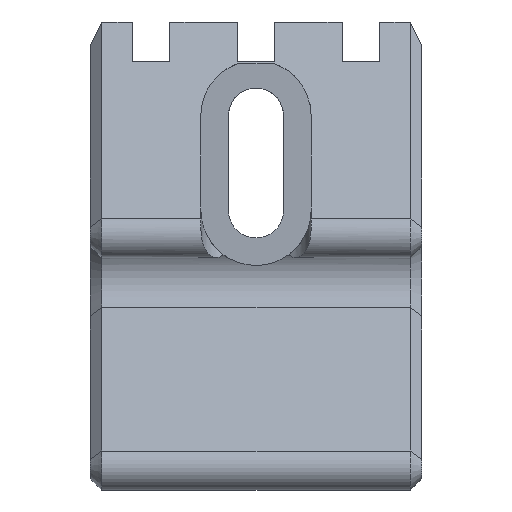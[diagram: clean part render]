
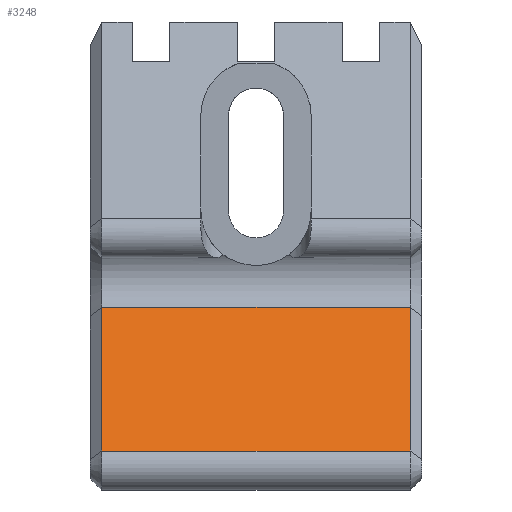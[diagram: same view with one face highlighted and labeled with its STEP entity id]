
A CAD part, top view. The second image highlights one B-rep face of the part: STEP entity #3248.
In plain terms, the highlighted planar face has unit normal (0, 0.766, 0.643).
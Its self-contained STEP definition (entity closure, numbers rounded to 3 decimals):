
#421 = CYLINDRICAL_SURFACE('',#422,2.);
#422 = AXIS2_PLACEMENT_3D('',#423,#424,#425);
#423 = CARTESIAN_POINT('',(-15.,-20.882,27.998));
#424 = DIRECTION('',(-1.,0.,0.));
#425 = DIRECTION('',(0.,1.,0.));
#1417 = EDGE_CURVE('',#1418,#1420,#1422,.T.);
#1418 = VERTEX_POINT('',#1419);
#1419 = CARTESIAN_POINT('',(-14.,-19.35,29.283));
#1420 = VERTEX_POINT('',#1421);
#1421 = CARTESIAN_POINT('',(14.,-19.35,29.283));
#1422 = SURFACE_CURVE('',#1423,(#1427,#1434),.PCURVE_S1.);
#1423 = LINE('',#1424,#1425);
#1424 = CARTESIAN_POINT('',(-15.,-19.35,29.283));
#1425 = VECTOR('',#1426,1.);
#1426 = DIRECTION('',(1.,0.,0.));
#1427 = PCURVE('',#421,#1428);
#1428 = DEFINITIONAL_REPRESENTATION('',(#1429),#1433);
#1429 = LINE('',#1430,#1431);
#1430 = CARTESIAN_POINT('',(-0.698,0.));
#1431 = VECTOR('',#1432,1.);
#1432 = DIRECTION('',(-0.,-1.));
#1433 = ( GEOMETRIC_REPRESENTATION_CONTEXT(2) 
PARAMETRIC_REPRESENTATION_CONTEXT() REPRESENTATION_CONTEXT('2D SPACE',''
  ) );
#1434 = PCURVE('',#1435,#1440);
#1435 = PLANE('',#1436);
#1436 = AXIS2_PLACEMENT_3D('',#1437,#1438,#1439);
#1437 = CARTESIAN_POINT('',(-15.,-19.35,29.283));
#1438 = DIRECTION('',(0.,0.766,0.643)
  );
#1439 = DIRECTION('',(0.,0.643,-0.766)
  );
#1440 = DEFINITIONAL_REPRESENTATION('',(#1441),#1445);
#1441 = LINE('',#1442,#1443);
#1442 = CARTESIAN_POINT('',(0.,0.));
#1443 = VECTOR('',#1444,1.);
#1444 = DIRECTION('',(0.,-1.));
#1445 = ( GEOMETRIC_REPRESENTATION_CONTEXT(2) 
PARAMETRIC_REPRESENTATION_CONTEXT() REPRESENTATION_CONTEXT('2D SPACE',''
  ) );
#3184 = PLANE('',#3185);
#3185 = AXIS2_PLACEMENT_3D('',#3186,#3187,#3188);
#3186 = CARTESIAN_POINT('',(-14.5,-19.733,28.962));
#3187 = DIRECTION('',(0.707,-0.542,-0.455));
#3188 = DIRECTION('',(0.,-0.643,0.766
    ));
#3248 = ADVANCED_FACE('',(#3249),#1435,.T.);
#3249 = FACE_BOUND('',#3250,.T.);
#3250 = EDGE_LOOP('',(#3251,#3252,#3280,#3308));
#3251 = ORIENTED_EDGE('',*,*,#1417,.T.);
#3252 = ORIENTED_EDGE('',*,*,#3253,.T.);
#3253 = EDGE_CURVE('',#1420,#3254,#3256,.T.);
#3254 = VERTEX_POINT('',#3255);
#3255 = CARTESIAN_POINT('',(14.,-6.316,13.75));
#3256 = SURFACE_CURVE('',#3257,(#3261,#3268),.PCURVE_S1.);
#3257 = LINE('',#3258,#3259);
#3258 = CARTESIAN_POINT('',(14.,-19.35,29.283));
#3259 = VECTOR('',#3260,1.);
#3260 = DIRECTION('',(0.,0.643,-0.766)
  );
#3261 = PCURVE('',#1435,#3262);
#3262 = DEFINITIONAL_REPRESENTATION('',(#3263),#3267);
#3263 = LINE('',#3264,#3265);
#3264 = CARTESIAN_POINT('',(0.,-29.));
#3265 = VECTOR('',#3266,1.);
#3266 = DIRECTION('',(1.,0.));
#3267 = ( GEOMETRIC_REPRESENTATION_CONTEXT(2) 
PARAMETRIC_REPRESENTATION_CONTEXT() REPRESENTATION_CONTEXT('2D SPACE',''
  ) );
#3268 = PCURVE('',#3269,#3274);
#3269 = PLANE('',#3270);
#3270 = AXIS2_PLACEMENT_3D('',#3271,#3272,#3273);
#3271 = CARTESIAN_POINT('',(14.5,-19.733,28.962));
#3272 = DIRECTION('',(0.707,0.542,0.455));
#3273 = DIRECTION('',(0.,-0.643,0.766)
  );
#3274 = DEFINITIONAL_REPRESENTATION('',(#3275),#3279);
#3275 = LINE('',#3276,#3277);
#3276 = CARTESIAN_POINT('',(0.,-0.707));
#3277 = VECTOR('',#3278,1.);
#3278 = DIRECTION('',(-1.,0.));
#3279 = ( GEOMETRIC_REPRESENTATION_CONTEXT(2) 
PARAMETRIC_REPRESENTATION_CONTEXT() REPRESENTATION_CONTEXT('2D SPACE',''
  ) );
#3280 = ORIENTED_EDGE('',*,*,#3281,.F.);
#3281 = EDGE_CURVE('',#3282,#3254,#3284,.T.);
#3282 = VERTEX_POINT('',#3283);
#3283 = CARTESIAN_POINT('',(-14.,-6.316,13.75));
#3284 = SURFACE_CURVE('',#3285,(#3289,#3296),.PCURVE_S1.);
#3285 = LINE('',#3286,#3287);
#3286 = CARTESIAN_POINT('',(-15.,-6.316,13.75));
#3287 = VECTOR('',#3288,1.);
#3288 = DIRECTION('',(1.,0.,0.));
#3289 = PCURVE('',#1435,#3290);
#3290 = DEFINITIONAL_REPRESENTATION('',(#3291),#3295);
#3291 = LINE('',#3292,#3293);
#3292 = CARTESIAN_POINT('',(20.277,0.));
#3293 = VECTOR('',#3294,1.);
#3294 = DIRECTION('',(0.,-1.));
#3295 = ( GEOMETRIC_REPRESENTATION_CONTEXT(2) 
PARAMETRIC_REPRESENTATION_CONTEXT() REPRESENTATION_CONTEXT('2D SPACE',''
  ) );
#3296 = PCURVE('',#3297,#3302);
#3297 = CYLINDRICAL_SURFACE('',#3298,3.5);
#3298 = AXIS2_PLACEMENT_3D('',#3299,#3300,#3301);
#3299 = CARTESIAN_POINT('',(-15.,-3.635,16.));
#3300 = DIRECTION('',(-1.,0.,0.));
#3301 = DIRECTION('',(0.,1.,0.));
#3302 = DEFINITIONAL_REPRESENTATION('',(#3303),#3307);
#3303 = LINE('',#3304,#3305);
#3304 = CARTESIAN_POINT('',(-3.84,0.));
#3305 = VECTOR('',#3306,1.);
#3306 = DIRECTION('',(-0.,-1.));
#3307 = ( GEOMETRIC_REPRESENTATION_CONTEXT(2) 
PARAMETRIC_REPRESENTATION_CONTEXT() REPRESENTATION_CONTEXT('2D SPACE',''
  ) );
#3308 = ORIENTED_EDGE('',*,*,#3309,.F.);
#3309 = EDGE_CURVE('',#1418,#3282,#3310,.T.);
#3310 = SURFACE_CURVE('',#3311,(#3315,#3322),.PCURVE_S1.);
#3311 = LINE('',#3312,#3313);
#3312 = CARTESIAN_POINT('',(-14.,-19.35,29.283));
#3313 = VECTOR('',#3314,1.);
#3314 = DIRECTION('',(0.,0.643,-0.766)
  );
#3315 = PCURVE('',#1435,#3316);
#3316 = DEFINITIONAL_REPRESENTATION('',(#3317),#3321);
#3317 = LINE('',#3318,#3319);
#3318 = CARTESIAN_POINT('',(0.,-1.));
#3319 = VECTOR('',#3320,1.);
#3320 = DIRECTION('',(1.,0.));
#3321 = ( GEOMETRIC_REPRESENTATION_CONTEXT(2) 
PARAMETRIC_REPRESENTATION_CONTEXT() REPRESENTATION_CONTEXT('2D SPACE',''
  ) );
#3322 = PCURVE('',#3184,#3323);
#3323 = DEFINITIONAL_REPRESENTATION('',(#3324),#3328);
#3324 = LINE('',#3325,#3326);
#3325 = CARTESIAN_POINT('',(0.,-0.707));
#3326 = VECTOR('',#3327,1.);
#3327 = DIRECTION('',(-1.,0.));
#3328 = ( GEOMETRIC_REPRESENTATION_CONTEXT(2) 
PARAMETRIC_REPRESENTATION_CONTEXT() REPRESENTATION_CONTEXT('2D SPACE',''
  ) );
